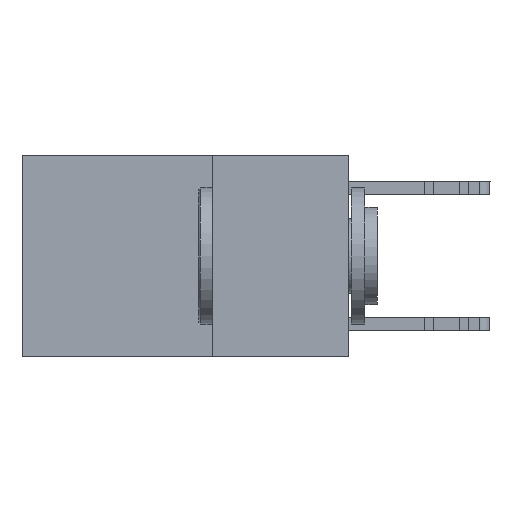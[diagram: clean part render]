
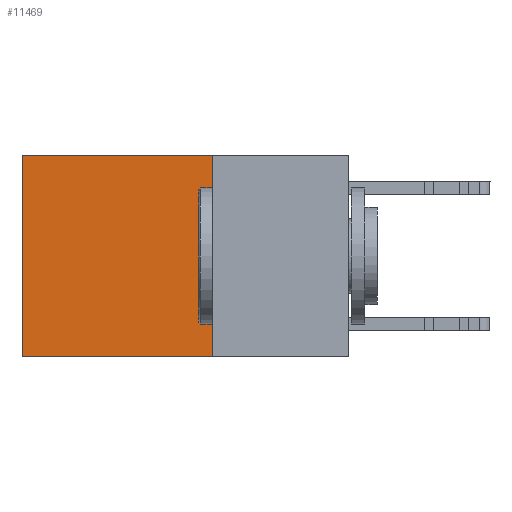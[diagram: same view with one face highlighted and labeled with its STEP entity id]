
A CAD part, left-side view. The second image highlights one B-rep face of the part: STEP entity #11469.
In plain terms, the highlighted planar face has unit normal (-1, 0, 0).
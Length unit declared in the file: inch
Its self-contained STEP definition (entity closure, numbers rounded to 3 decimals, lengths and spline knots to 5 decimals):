
#328 = LINE ( 'NONE', #31310, #22977 ) ;
#2883 = PLANE ( 'NONE',  #7863 ) ;
#4448 = DIRECTION ( 'NONE',  ( 0., 0., -1. ) ) ;
#4551 = EDGE_CURVE ( 'NONE', #14889, #20071, #29042, .T. ) ;
#4667 = CARTESIAN_POINT ( 'NONE',  ( 0.2625, 0.25, -0.37 ) ) ;
#4993 = DIRECTION ( 'NONE',  ( 0., 1., 0. ) ) ;
#5537 = EDGE_CURVE ( 'NONE', #14889, #7785, #328, .T. ) ;
#5924 = ORIENTED_EDGE ( 'NONE', *, *, #4551, .F. ) ;
#5983 = VERTEX_POINT ( 'NONE', #29367 ) ;
#6082 = LINE ( 'NONE', #30358, #25294 ) ;
#7169 = CARTESIAN_POINT ( 'NONE',  ( 0.2625, 0.25, -0.37 ) ) ;
#7785 = VERTEX_POINT ( 'NONE', #17045 ) ;
#7863 = AXIS2_PLACEMENT_3D ( 'NONE', #30034, #29414, #24938 ) ;
#11469 = ADVANCED_FACE ( 'NONE', ( #24780 ), #2883, .F. ) ;
#12119 = CARTESIAN_POINT ( 'NONE',  ( 0.2625, 0.25, 0. ) ) ;
#14315 = ORIENTED_EDGE ( 'NONE', *, *, #14561, .F. ) ;
#14561 = EDGE_CURVE ( 'NONE', #20071, #5983, #28960, .T. ) ;
#14882 = EDGE_CURVE ( 'NONE', #7785, #5983, #6082, .T. ) ;
#14889 = VERTEX_POINT ( 'NONE', #30993 ) ;
#17045 = CARTESIAN_POINT ( 'NONE',  ( 0.2625, 0.6, 0. ) ) ;
#17616 = VECTOR ( 'NONE', #4993, 39.37008 ) ;
#18527 = ORIENTED_EDGE ( 'NONE', *, *, #5537, .T. ) ;
#18856 = VECTOR ( 'NONE', #4448, 39.37008 ) ;
#19199 = DIRECTION ( 'NONE',  ( 0., 1., 0. ) ) ;
#20071 = VERTEX_POINT ( 'NONE', #7169 ) ;
#22977 = VECTOR ( 'NONE', #19199, 39.37008 ) ;
#23495 = DIRECTION ( 'NONE',  ( 0., 0., -1. ) ) ;
#24780 = FACE_OUTER_BOUND ( 'NONE', #30043, .T. ) ;
#24938 = DIRECTION ( 'NONE',  ( 0., 0., -1. ) ) ;
#25294 = VECTOR ( 'NONE', #23495, 39.37008 ) ;
#28437 = ORIENTED_EDGE ( 'NONE', *, *, #14882, .T. ) ;
#28960 = LINE ( 'NONE', #4667, #17616 ) ;
#29042 = LINE ( 'NONE', #12119, #18856 ) ;
#29367 = CARTESIAN_POINT ( 'NONE',  ( 0.2625, 0.6, -0.37 ) ) ;
#29414 = DIRECTION ( 'NONE',  ( 1., 0., 0. ) ) ;
#30034 = CARTESIAN_POINT ( 'NONE',  ( 0.2625, 0.25, 0. ) ) ;
#30043 = EDGE_LOOP ( 'NONE', ( #28437, #14315, #5924, #18527 ) ) ;
#30358 = CARTESIAN_POINT ( 'NONE',  ( 0.2625, 0.6, 0. ) ) ;
#30993 = CARTESIAN_POINT ( 'NONE',  ( 0.2625, 0.25, 0. ) ) ;
#31310 = CARTESIAN_POINT ( 'NONE',  ( 0.2625, 0.25, 0. ) ) ;
